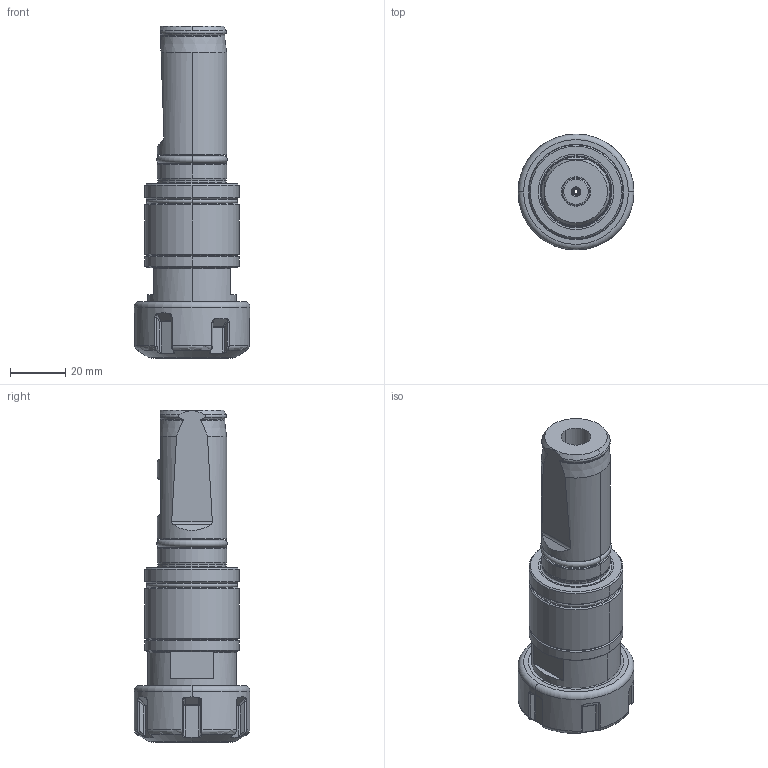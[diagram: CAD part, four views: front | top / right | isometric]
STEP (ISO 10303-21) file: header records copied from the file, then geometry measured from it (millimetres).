
FILE_DESCRIPTION((''),'2;1');
FILE_NAME('120_16_2525','2020-09-21T',('103090'),(''),'CREO PARAMETRIC BY PTC INC, 2016260','CREO PARAMETRIC BY PTC INC, 2016260','');
FILE_SCHEMA(('CONFIG_CONTROL_DESIGN'));
Length unit declared in the file: millimetre
Products named in the file (1): 120_16_2525
Bounding box: 41.9 x 41.9 x 120 mm (x, y, z)
Volume: 67836.9 mm3; surface area: 21494.1 mm2
Topology: 3 solids, 3 shells, 292 faces, 694 edges, 418 vertices
Faces by surface type: plane 71, cylinder 67, bspline 60, torus 48, cone 34, sphere 12
Entity records: 11210 total; most frequent: CARTESIAN_POINT 4855, ORIENTED_EDGE 1388, DIRECTION 1198, EDGE_CURVE 694, AXIS2_PLACEMENT_3D 481, VERTEX_POINT 418, EDGE_LOOP 308, FACE_OUTER_BOUND 292
